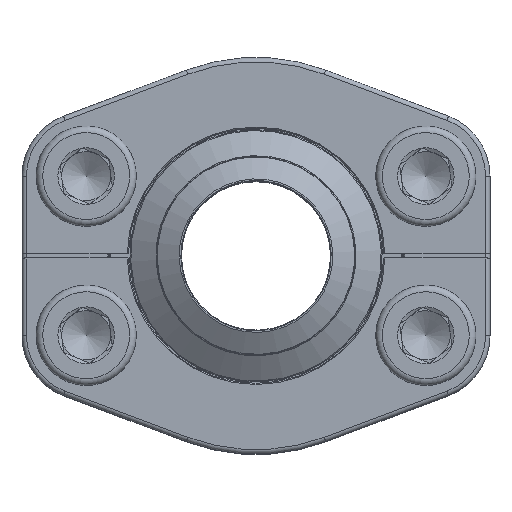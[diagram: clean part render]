
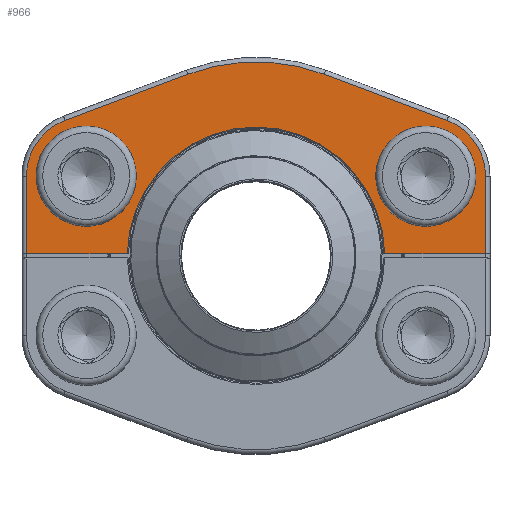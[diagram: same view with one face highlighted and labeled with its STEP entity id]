
A CAD part, top view. The second image highlights one B-rep face of the part: STEP entity #966.
In plain terms, the highlighted planar face has unit normal (0, 0, 1).
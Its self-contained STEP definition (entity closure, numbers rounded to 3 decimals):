
#590=FACE_BOUND('',#1305,.T.);
#591=FACE_BOUND('',#1306,.T.);
#592=FACE_BOUND('',#1307,.T.);
#771=CIRCLE('',#2968,17.2);
#772=CIRCLE('',#2969,17.2);
#773=CIRCLE('',#2970,26.8);
#774=CIRCLE('',#2971,87.);
#775=CIRCLE('',#2972,26.8);
#776=CIRCLE('',#2973,57.75);
#966=ADVANCED_FACE('',(#590,#591,#592),#1154,.F.);
#1154=PLANE('',#2974);
#1305=EDGE_LOOP('',(#1592));
#1306=EDGE_LOOP('',(#1593));
#1307=EDGE_LOOP('',(#1594,#1595,#1596,#1597,#1598,#1599,#1600,#1601,#1602,
#1603));
#1592=ORIENTED_EDGE('',*,*,#2462,.T.);
#1593=ORIENTED_EDGE('',*,*,#2463,.T.);
#1594=ORIENTED_EDGE('',*,*,#2464,.F.);
#1595=ORIENTED_EDGE('',*,*,#2465,.T.);
#1596=ORIENTED_EDGE('',*,*,#2466,.T.);
#1597=ORIENTED_EDGE('',*,*,#2467,.T.);
#1598=ORIENTED_EDGE('',*,*,#2468,.T.);
#1599=ORIENTED_EDGE('',*,*,#2469,.T.);
#1600=ORIENTED_EDGE('',*,*,#2470,.T.);
#1601=ORIENTED_EDGE('',*,*,#2471,.T.);
#1602=ORIENTED_EDGE('',*,*,#2472,.F.);
#1603=ORIENTED_EDGE('',*,*,#2473,.T.);
#2238=VERTEX_POINT('',#4271);
#2239=VERTEX_POINT('',#4273);
#2240=VERTEX_POINT('',#4275);
#2241=VERTEX_POINT('',#4276);
#2242=VERTEX_POINT('',#4278);
#2243=VERTEX_POINT('',#4280);
#2244=VERTEX_POINT('',#4282);
#2245=VERTEX_POINT('',#4284);
#2246=VERTEX_POINT('',#4286);
#2247=VERTEX_POINT('',#4288);
#2248=VERTEX_POINT('',#4290);
#2249=VERTEX_POINT('',#4292);
#2462=EDGE_CURVE('',#2238,#2238,#771,.T.);
#2463=EDGE_CURVE('',#2239,#2239,#772,.T.);
#2464=EDGE_CURVE('',#2240,#2241,#2785,.T.);
#2465=EDGE_CURVE('',#2240,#2242,#2786,.T.);
#2466=EDGE_CURVE('',#2242,#2243,#773,.T.);
#2467=EDGE_CURVE('',#2243,#2244,#2787,.T.);
#2468=EDGE_CURVE('',#2244,#2245,#774,.T.);
#2469=EDGE_CURVE('',#2245,#2246,#2788,.T.);
#2470=EDGE_CURVE('',#2246,#2247,#775,.T.);
#2471=EDGE_CURVE('',#2247,#2248,#2789,.T.);
#2472=EDGE_CURVE('',#2249,#2248,#2790,.T.);
#2473=EDGE_CURVE('',#2249,#2241,#776,.T.);
#2785=LINE('',#4274,#2879);
#2786=LINE('',#4277,#2880);
#2787=LINE('',#4281,#2881);
#2788=LINE('',#4285,#2882);
#2789=LINE('',#4289,#2883);
#2790=LINE('',#4291,#2884);
#2879=VECTOR('',#3380,1.);
#2880=VECTOR('',#3381,1.);
#2881=VECTOR('',#3384,1.);
#2882=VECTOR('',#3387,1.);
#2883=VECTOR('',#3390,1.);
#2884=VECTOR('',#3391,1.);
#2968=AXIS2_PLACEMENT_3D('',#4270,#3376,#3377);
#2969=AXIS2_PLACEMENT_3D('',#4272,#3378,#3379);
#2970=AXIS2_PLACEMENT_3D('',#4279,#3382,#3383);
#2971=AXIS2_PLACEMENT_3D('',#4283,#3385,#3386);
#2972=AXIS2_PLACEMENT_3D('',#4287,#3388,#3389);
#2973=AXIS2_PLACEMENT_3D('',#4293,#3392,#3393);
#2974=AXIS2_PLACEMENT_3D('',#4294,#3394,#3395);
#3376=DIRECTION('',(0.,0.,-1.));
#3377=DIRECTION('',(-1.,0.,0.));
#3378=DIRECTION('',(0.,0.,-1.));
#3379=DIRECTION('',(-1.,0.,0.));
#3380=DIRECTION('',(-1.,0.,0.));
#3381=DIRECTION('',(0.,1.,0.));
#3382=DIRECTION('',(0.,0.,1.));
#3383=DIRECTION('',(-1.,0.,0.));
#3384=DIRECTION('',(-0.936,0.351,0.));
#3385=DIRECTION('',(0.,0.,1.));
#3386=DIRECTION('',(-1.,0.,0.));
#3387=DIRECTION('',(-0.936,-0.351,0.));
#3388=DIRECTION('',(0.,0.,1.));
#3389=DIRECTION('',(-1.,0.,0.));
#3390=DIRECTION('',(0.,-1.,0.));
#3391=DIRECTION('',(-1.,0.,0.));
#3392=DIRECTION('',(0.,0.,-1.));
#3393=DIRECTION('',(-1.,0.,0.));
#3394=DIRECTION('',(0.,0.,-1.));
#3395=DIRECTION('',(-1.,0.,0.));
#4270=CARTESIAN_POINT('',(76.2,35.7,58.));
#4271=CARTESIAN_POINT('',(59.,35.7,58.));
#4272=CARTESIAN_POINT('',(-76.2,35.7,58.));
#4273=CARTESIAN_POINT('',(-93.4,35.7,58.));
#4274=CARTESIAN_POINT('',(76.2,1.,58.));
#4275=CARTESIAN_POINT('',(103.,1.,58.));
#4276=CARTESIAN_POINT('',(57.741,1.,58.));
#4277=CARTESIAN_POINT('',(103.,35.7,58.));
#4278=CARTESIAN_POINT('',(103.,35.7,58.));
#4279=CARTESIAN_POINT('',(76.2,35.7,58.));
#4280=CARTESIAN_POINT('',(85.618,60.791,58.));
#4281=CARTESIAN_POINT('',(30.572,81.452,58.));
#4282=CARTESIAN_POINT('',(30.572,81.452,58.));
#4283=CARTESIAN_POINT('',(0.,0.,58.));
#4284=CARTESIAN_POINT('',(-30.572,81.452,58.));
#4285=CARTESIAN_POINT('',(-85.618,60.791,58.));
#4286=CARTESIAN_POINT('',(-85.618,60.791,58.));
#4287=CARTESIAN_POINT('',(-76.2,35.7,58.));
#4288=CARTESIAN_POINT('',(-103.,35.7,58.));
#4289=CARTESIAN_POINT('',(-103.,-35.7,58.));
#4290=CARTESIAN_POINT('',(-103.,1.,58.));
#4291=CARTESIAN_POINT('',(76.2,1.,58.));
#4292=CARTESIAN_POINT('',(-57.741,1.,58.));
#4293=CARTESIAN_POINT('',(0.,0.,58.));
#4294=CARTESIAN_POINT('',(76.2,-35.7,58.));
